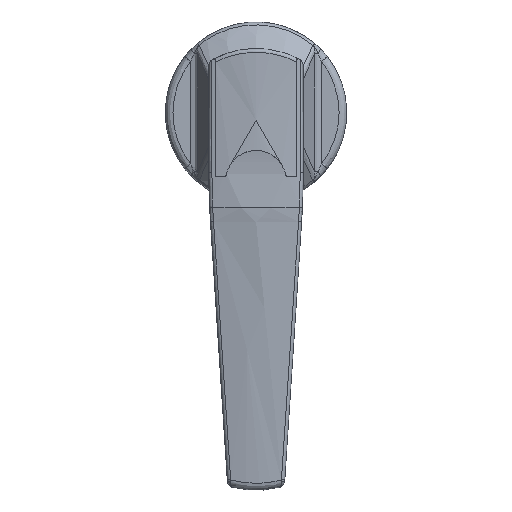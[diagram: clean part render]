
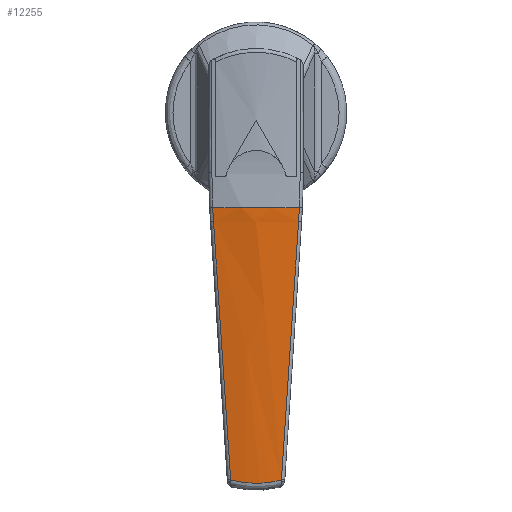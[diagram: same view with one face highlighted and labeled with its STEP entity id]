
A CAD part, front view. The second image highlights one B-rep face of the part: STEP entity #12255.
In plain terms, the highlighted free-form (B-spline) face has degree [1, 2] with [2, 3] control points.
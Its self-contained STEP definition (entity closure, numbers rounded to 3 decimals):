
#6561=CARTESIAN_POINT('',(-37.843,6.721,-97.222));
#6562=VERTEX_POINT('',#6561);
#6808=CARTESIAN_POINT('',(-37.843,-6.721,-97.222));
#6809=VERTEX_POINT('',#6808);
#6817=CARTESIAN_POINT('',(-37.843,6.721,-97.222));
#6818=CARTESIAN_POINT('',(-37.942,5.625,-97.534));
#6819=CARTESIAN_POINT('',(-38.018,4.517,-97.767));
#6820=CARTESIAN_POINT('',(-38.121,2.276,-98.08));
#6821=CARTESIAN_POINT('',(-38.147,1.144,-98.159));
#6822=CARTESIAN_POINT('',(-38.147,-1.144,-98.159));
#6823=CARTESIAN_POINT('',(-38.121,-2.276,-98.08));
#6824=CARTESIAN_POINT('',(-38.018,-4.517,-97.767));
#6825=CARTESIAN_POINT('',(-37.942,-5.625,-97.534));
#6826=CARTESIAN_POINT('',(-37.843,-6.721,-97.222));
#6827=B_SPLINE_CURVE_WITH_KNOTS('',3,(#6817,#6818,#6819,#6820,#6821,#6822,#6823,#6824,#6825,#6826),.UNSPECIFIED.,.F.,.U.,(4,2,2,2,4),(0.0,0.25,0.5,0.75,1.0),.UNSPECIFIED.);
#6828=EDGE_CURVE('',#6562,#6809,#6827,.T.);
#7562=CARTESIAN_POINT('',(-42.879,-11.48,-25.101));
#7563=VERTEX_POINT('',#7562);
#7594=CARTESIAN_POINT('',(-42.879,11.48,-25.101));
#7595=VERTEX_POINT('',#7594);
#7609=CARTESIAN_POINT('',(-42.879,-11.48,-25.101));
#7610=CARTESIAN_POINT('',(-45.116,0.,-25.192));
#7611=CARTESIAN_POINT('',(-42.879,11.48,-25.101));
#7619=(BOUNDED_CURVE()B_SPLINE_CURVE(2,(#7609,#7610,#7611),.UNSPECIFIED.,.F.,.U.)CURVE()GEOMETRIC_REPRESENTATION_ITEM()QUASI_UNIFORM_CURVE()RATIONAL_B_SPLINE_CURVE((1.0,0.982,1.0))REPRESENTATION_ITEM(''));
#7620=EDGE_CURVE('',#7563,#7595,#7619,.T.);
#7842=CARTESIAN_POINT('',(-42.616,11.264,-28.911));
#7843=VERTEX_POINT('',#7842);
#7857=CARTESIAN_POINT('',(-42.879,11.48,-25.101));
#7858=CARTESIAN_POINT('',(-42.789,11.42,-26.372));
#7859=CARTESIAN_POINT('',(-42.701,11.348,-27.642));
#7860=CARTESIAN_POINT('',(-42.616,11.264,-28.911));
#7861=QUASI_UNIFORM_CURVE('',3,(#7857,#7858,#7859,#7860),.UNSPECIFIED.,.F.,.U.);
#7862=EDGE_CURVE('',#7595,#7843,#7861,.T.);
#7895=CARTESIAN_POINT('',(-42.616,-11.264,-28.911));
#7896=VERTEX_POINT('',#7895);
#7920=CARTESIAN_POINT('',(-42.616,-11.264,-28.911));
#7921=CARTESIAN_POINT('',(-42.701,-11.348,-27.642));
#7922=CARTESIAN_POINT('',(-42.789,-11.42,-26.372));
#7923=CARTESIAN_POINT('',(-42.879,-11.48,-25.101));
#7924=QUASI_UNIFORM_CURVE('',3,(#7920,#7921,#7922,#7923),.UNSPECIFIED.,.F.,.U.);
#7925=EDGE_CURVE('',#7896,#7563,#7924,.T.);
#8125=CARTESIAN_POINT('',(-42.616,11.264,-28.911));
#8126=CARTESIAN_POINT('',(-40.333,9.006,-62.868));
#8127=CARTESIAN_POINT('',(-37.843,6.721,-97.222));
#8135=(BOUNDED_CURVE()B_SPLINE_CURVE(2,(#8125,#8126,#8127),.UNSPECIFIED.,.F.,.U.)CURVE()GEOMETRIC_REPRESENTATION_ITEM()QUASI_UNIFORM_CURVE()RATIONAL_B_SPLINE_CURVE((1.0,0.999,1.0))REPRESENTATION_ITEM(''));
#8136=EDGE_CURVE('',#7843,#6562,#8135,.T.);
#8190=CARTESIAN_POINT('',(-37.843,-6.721,-97.222));
#8191=CARTESIAN_POINT('',(-40.333,-9.006,-62.868));
#8192=CARTESIAN_POINT('',(-42.616,-11.264,-28.911));
#8200=(BOUNDED_CURVE()B_SPLINE_CURVE(2,(#8190,#8191,#8192),.UNSPECIFIED.,.F.,.U.)CURVE()GEOMETRIC_REPRESENTATION_ITEM()QUASI_UNIFORM_CURVE()RATIONAL_B_SPLINE_CURVE((1.0,0.999,1.0))REPRESENTATION_ITEM(''));
#8201=EDGE_CURVE('',#6809,#7896,#8200,.T.);
#12233=CARTESIAN_POINT('',(-36.668,-12.6,-99.878));
#12234=CARTESIAN_POINT('',(-42.803,-12.6,-23.169));
#12235=CARTESIAN_POINT('',(-39.366,0.003,-100.094));
#12236=CARTESIAN_POINT('',(-45.501,0.003,-23.385));
#12237=CARTESIAN_POINT('',(-36.667,12.605,-99.878));
#12238=CARTESIAN_POINT('',(-42.802,12.605,-23.169));
#12246=(BOUNDED_SURFACE()B_SPLINE_SURFACE(1,2,((#12233,#12235,#12237),(#12234,#12236,#12238)),.UNSPECIFIED.,.F.,.F.,.U.)B_SPLINE_SURFACE_WITH_KNOTS((2,2),(3,3),(0.0,76.954),(0.0,25.488),.UNSPECIFIED.)GEOMETRIC_REPRESENTATION_ITEM()RATIONAL_B_SPLINE_SURFACE(((0.999,0.974,0.994),(0.999,0.974,0.994)))REPRESENTATION_ITEM('')SURFACE());
#12247=ORIENTED_EDGE('',*,*,#8136,.T.);
#12248=ORIENTED_EDGE('',*,*,#6828,.T.);
#12249=ORIENTED_EDGE('',*,*,#8201,.T.);
#12250=ORIENTED_EDGE('',*,*,#7925,.T.);
#12251=ORIENTED_EDGE('',*,*,#7620,.T.);
#12252=ORIENTED_EDGE('',*,*,#7862,.T.);
#12253=EDGE_LOOP('',(#12247,#12248,#12249,#12250,#12251,#12252));
#12254=FACE_OUTER_BOUND('',#12253,.T.);
#12255=ADVANCED_FACE('',(#12254),#12246,.T.);
